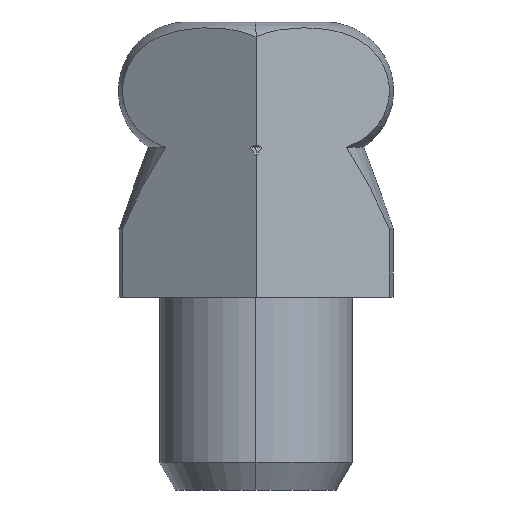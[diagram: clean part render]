
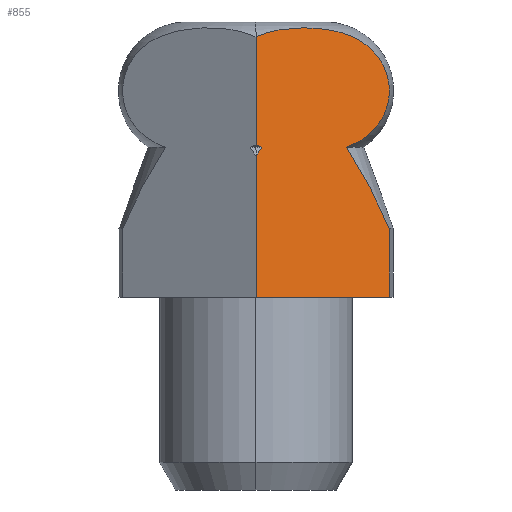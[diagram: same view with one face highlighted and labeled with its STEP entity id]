
A CAD part, front view. The second image highlights one B-rep face of the part: STEP entity #855.
In plain terms, the highlighted planar face has unit normal (0.5, -0.866, 0).
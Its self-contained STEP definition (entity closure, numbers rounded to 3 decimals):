
#29 = VERTEX_POINT ( 'NONE', #116 ) ;
#31 = CARTESIAN_POINT ( 'NONE',  ( 4.841, -1.25, -7. ) ) ;
#45 = CARTESIAN_POINT ( 'NONE',  ( 3.927, -1.778, 5.768 ) ) ;
#49 = ORIENTED_EDGE ( 'NONE', *, *, #483, .T. ) ;
#51 = CARTESIAN_POINT ( 'NONE',  ( 4.823, -1.261, 7.208 ) ) ;
#56 = CARTESIAN_POINT ( 'NONE',  ( 4.752, -1.302, 8.108 ) ) ;
#66 = EDGE_LOOP ( 'NONE', ( #884, #581, #485, #49, #264, #604, #194, #332 ) ) ;
#69 = CARTESIAN_POINT ( 'NONE',  ( 0., -4.045, 5.535 ) ) ;
#83 = VERTEX_POINT ( 'NONE', #366 ) ;
#96 = CARTESIAN_POINT ( 'NONE',  ( 2.756, -2.454, 9.702 ) ) ;
#98 = FACE_OUTER_BOUND ( 'NONE', #66, .T. ) ;
#100 = CARTESIAN_POINT ( 'NONE',  ( 4.841, -1.25, -7. ) ) ;
#102 = CARTESIAN_POINT ( 'NONE',  ( 4.379, -1.517, 3.521 ) ) ;
#116 = CARTESIAN_POINT ( 'NONE',  ( 3.289, -2.146, 5.447 ) ) ;
#128 = CARTESIAN_POINT ( 'NONE',  ( 3.457, -2.049, 5.508 ) ) ;
#130 = DIRECTION ( 'NONE',  ( 0.866, 0.5, 0. ) ) ;
#138 = CARTESIAN_POINT ( 'NONE',  ( 3.619, -1.956, 5.583 ) ) ;
#140 = CARTESIAN_POINT ( 'NONE',  ( 0., -4.045, 9.465 ) ) ;
#150 = CARTESIAN_POINT ( 'NONE',  ( 4.329, -1.546, 8.875 ) ) ;
#161 = EDGE_CURVE ( 'NONE', #83, #340, #808, .T. ) ;
#162 = CARTESIAN_POINT ( 'NONE',  ( 2.235, -2.755, 9.773 ) ) ;
#194 = ORIENTED_EDGE ( 'NONE', *, *, #653, .T. ) ;
#195 = CARTESIAN_POINT ( 'NONE',  ( 3.289, -2.146, 5.447 ) ) ;
#213 = CARTESIAN_POINT ( 'NONE',  ( 0.069, -4.005, 5.234 ) ) ;
#220 = CARTESIAN_POINT ( 'NONE',  ( 4.833, -1.255, 7.712 ) ) ;
#233 = CARTESIAN_POINT ( 'NONE',  ( 4.65, -1.36, 8.389 ) ) ;
#243 = CARTESIAN_POINT ( 'NONE',  ( 4.841, -1.25, 0. ) ) ;
#264 = ORIENTED_EDGE ( 'NONE', *, *, #763, .F. ) ;
#270 = LINE ( 'NONE', #100, #669 ) ;
#289 = VERTEX_POINT ( 'NONE', #243 ) ;
#296 = B_SPLINE_CURVE_WITH_KNOTS ( 'NONE', 3,
 ( #397, #628, #324, #561 ),
 .UNSPECIFIED., .F., .F.,
 ( 4, 4 ),
 ( 0., 0. ),
 .UNSPECIFIED. ) ;
#298 = CARTESIAN_POINT ( 'NONE',  ( 4.842, -1.25, 7.409 ) ) ;
#302 = VERTEX_POINT ( 'NONE', #140 ) ;
#307 = VECTOR ( 'NONE', #595, 1000. ) ;
#319 = VERTEX_POINT ( 'NONE', #387 ) ;
#324 = CARTESIAN_POINT ( 'NONE',  ( 0.142, -3.963, 5.474 ) ) ;
#332 = ORIENTED_EDGE ( 'NONE', *, *, #161, .F. ) ;
#340 = VERTEX_POINT ( 'NONE', #565 ) ;
#341 = CARTESIAN_POINT ( 'NONE',  ( 1.368, -3.255, 9.789 ) ) ;
#352 = CARTESIAN_POINT ( 'NONE',  ( 4.841, -1.25, 2.5 ) ) ;
#360 = DIRECTION ( 'NONE',  ( 0.866, 0.5, 0. ) ) ;
#366 = CARTESIAN_POINT ( 'NONE',  ( 0., -4.045, 0. ) ) ;
#367 = CARTESIAN_POINT ( 'NONE',  ( 4.462, -1.469, 6.292 ) ) ;
#387 = CARTESIAN_POINT ( 'NONE',  ( 4.841, -1.25, 2.5 ) ) ;
#393 = CARTESIAN_POINT ( 'NONE',  ( 0., -4.045, -7. ) ) ;
#397 = CARTESIAN_POINT ( 'NONE',  ( 0., -4.045, 5.535 ) ) ;
#401 = EDGE_CURVE ( 'NONE', #319, #29, #469, .T. ) ;
#404 = CARTESIAN_POINT ( 'NONE',  ( 1.715, -3.055, 9.8 ) ) ;
#416 = CARTESIAN_POINT ( 'NONE',  ( 0.214, -3.921, 5.447 ) ) ;
#462 = LINE ( 'NONE', #393, #870 ) ;
#469 = B_SPLINE_CURVE_WITH_KNOTS ( 'NONE', 3,
 ( #352, #941, #102, #796, #717, #195 ),
 .UNSPECIFIED., .F., .F.,
 ( 4, 2, 4 ),
 ( 0.004, 0.006, 0.008 ),
 .UNSPECIFIED. ) ;
#470 = CARTESIAN_POINT ( 'NONE',  ( 0., -4.045, 9.465 ) ) ;
#476 = CARTESIAN_POINT ( 'NONE',  ( 2.409, -2.655, 9.756 ) ) ;
#483 = EDGE_CURVE ( 'NONE', #29, #302, #751, .T. ) ;
#485 = ORIENTED_EDGE ( 'NONE', *, *, #401, .T. ) ;
#506 = DIRECTION ( 'NONE',  ( 0., 0., 1. ) ) ;
#510 = VECTOR ( 'NONE', #360, 1000. ) ;
#520 = CARTESIAN_POINT ( 'NONE',  ( 4.66, -1.355, 6.632 ) ) ;
#526 = CARTESIAN_POINT ( 'NONE',  ( 4.779, -1.286, 8.012 ) ) ;
#561 = CARTESIAN_POINT ( 'NONE',  ( 0.214, -3.921, 5.447 ) ) ;
#565 = CARTESIAN_POINT ( 'NONE',  ( 0., -4.045, 5.124 ) ) ;
#568 = PLANE ( 'NONE',  #845 ) ;
#579 = LINE ( 'NONE', #849, #510 ) ;
#580 = EDGE_CURVE ( 'NONE', #83, #289, #579, .T. ) ;
#581 = ORIENTED_EDGE ( 'NONE', *, *, #589, .T. ) ;
#589 = EDGE_CURVE ( 'NONE', #289, #319, #270, .T. ) ;
#595 = DIRECTION ( 'NONE',  ( 0., 0., 1. ) ) ;
#597 = CARTESIAN_POINT ( 'NONE',  ( 4.844, -1.249, 7.51 ) ) ;
#604 = ORIENTED_EDGE ( 'NONE', *, *, #708, .T. ) ;
#616 = CARTESIAN_POINT ( 'NONE',  ( 2.929, -2.354, 9.665 ) ) ;
#628 = CARTESIAN_POINT ( 'NONE',  ( 0.07, -4.004, 5.503 ) ) ;
#649 = B_SPLINE_CURVE_WITH_KNOTS ( 'NONE', 3,
 ( #416, #809, #213, #880 ),
 .UNSPECIFIED., .F., .F.,
 ( 4, 4 ),
 ( 0.012, 0.012 ),
 .UNSPECIFIED. ) ;
#651 = DIRECTION ( 'NONE',  ( 0.5, -0.866, 0. ) ) ;
#653 = EDGE_CURVE ( 'NONE', #822, #340, #649, .T. ) ;
#669 = VECTOR ( 'NONE', #506, 1000. ) ;
#695 = DIRECTION ( 'NONE',  ( 0., 0., 1. ) ) ;
#702 = CARTESIAN_POINT ( 'NONE',  ( 0.328, -3.856, 9.614 ) ) ;
#705 = CARTESIAN_POINT ( 'NONE',  ( 4.196, -1.622, 9.012 ) ) ;
#708 = EDGE_CURVE ( 'NONE', #894, #822, #296, .T. ) ;
#709 = CARTESIAN_POINT ( 'NONE',  ( 3.911, -1.787, 9.244 ) ) ;
#717 = CARTESIAN_POINT ( 'NONE',  ( 3.601, -1.966, 4.999 ) ) ;
#734 = CARTESIAN_POINT ( 'NONE',  ( 4.344, -1.537, 6.143 ) ) ;
#737 = CARTESIAN_POINT ( 'NONE',  ( 0., -4.045, -7. ) ) ;
#746 = CARTESIAN_POINT ( 'NONE',  ( 3.289, -2.146, 5.447 ) ) ;
#751 = B_SPLINE_CURVE_WITH_KNOTS ( 'NONE', 3,
 ( #746, #128, #138, #45, #890, #734, #367, #520, #882, #811, #51, #298, #597, #220, #963, #526, #56, #233, #823, #150, #705, #709, #846, #902, #828, #616, #96, #476, #162, #404, #341, #772, #702, #470 ),
 .UNSPECIFIED., .F., .F.,
 ( 4, 2, 2, 2, 2, 2, 2, 2, 2, 2, 2, 2, 2, 2, 2, 2, 4 ),
 ( 0., 0.001, 0.001, 0.002, 0.002, 0.003, 0.003, 0.003, 0.004, 0.004, 0.005, 0.005, 0.006, 0.007, 0.007, 0.008, 0.01 ),
 .UNSPECIFIED. ) ;
#763 = EDGE_CURVE ( 'NONE', #894, #302, #462, .T. ) ;
#772 = CARTESIAN_POINT ( 'NONE',  ( 0.676, -3.655, 9.698 ) ) ;
#796 = CARTESIAN_POINT ( 'NONE',  ( 3.871, -1.81, 4.513 ) ) ;
#808 = LINE ( 'NONE', #737, #307 ) ;
#809 = CARTESIAN_POINT ( 'NONE',  ( 0.141, -3.964, 5.342 ) ) ;
#811 = CARTESIAN_POINT ( 'NONE',  ( 4.806, -1.27, 7.107 ) ) ;
#822 = VERTEX_POINT ( 'NONE', #920 ) ;
#823 = CARTESIAN_POINT ( 'NONE',  ( 4.556, -1.415, 8.564 ) ) ;
#828 = CARTESIAN_POINT ( 'NONE',  ( 3.267, -2.159, 9.565 ) ) ;
#845 = AXIS2_PLACEMENT_3D ( 'NONE', #31, #651, #130 ) ;
#846 = CARTESIAN_POINT ( 'NONE',  ( 3.755, -1.877, 9.342 ) ) ;
#849 = CARTESIAN_POINT ( 'NONE',  ( -0.873, -4.549, 0. ) ) ;
#855 = ADVANCED_FACE ( 'NONE', ( #98 ), #568, .T. ) ;
#870 = VECTOR ( 'NONE', #695, 1000. ) ;
#880 = CARTESIAN_POINT ( 'NONE',  ( 0., -4.045, 5.124 ) ) ;
#882 = CARTESIAN_POINT ( 'NONE',  ( 4.734, -1.312, 6.814 ) ) ;
#884 = ORIENTED_EDGE ( 'NONE', *, *, #580, .T. ) ;
#890 = CARTESIAN_POINT ( 'NONE',  ( 4.075, -1.692, 5.88 ) ) ;
#894 = VERTEX_POINT ( 'NONE', #69 ) ;
#902 = CARTESIAN_POINT ( 'NONE',  ( 3.433, -2.063, 9.503 ) ) ;
#920 = CARTESIAN_POINT ( 'NONE',  ( 0.214, -3.921, 5.447 ) ) ;
#941 = CARTESIAN_POINT ( 'NONE',  ( 4.615, -1.381, 3.013 ) ) ;
#963 = CARTESIAN_POINT ( 'NONE',  ( 4.82, -1.262, 7.814 ) ) ;
